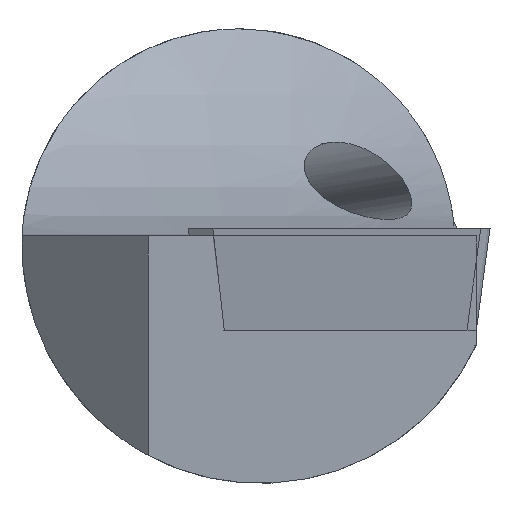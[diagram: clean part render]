
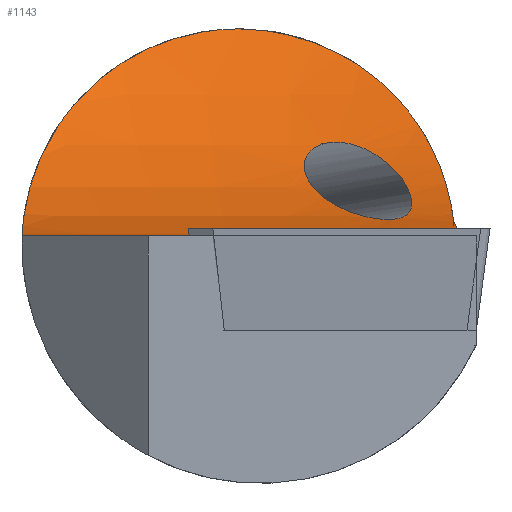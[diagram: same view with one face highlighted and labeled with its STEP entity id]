
A CAD part, left-side view. The second image highlights one B-rep face of the part: STEP entity #1143.
In plain terms, the highlighted toroidal (fillet/blend) face has major radius 12 mm and minor radius 10 mm.
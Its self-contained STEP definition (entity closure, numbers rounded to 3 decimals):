
#293=CIRCLE('',#1268,12.);
#349=ORIENTED_EDGE('',*,*,#665,.F.);
#350=ORIENTED_EDGE('',*,*,#666,.T.);
#351=ORIENTED_EDGE('',*,*,#667,.T.);
#352=ORIENTED_EDGE('',*,*,#668,.F.);
#353=ORIENTED_EDGE('',*,*,#669,.F.);
#354=ORIENTED_EDGE('',*,*,#670,.F.);
#665=EDGE_CURVE('',#823,#824,#934,.T.);
#666=EDGE_CURVE('',#823,#825,#935,.T.);
#667=EDGE_CURVE('',#825,#826,#293,.T.);
#668=EDGE_CURVE('',#827,#826,#936,.T.);
#669=EDGE_CURVE('',#824,#827,#937,.T.);
#670=EDGE_CURVE('',#828,#828,#938,.T.);
#823=VERTEX_POINT('',#1781);
#824=VERTEX_POINT('',#1782);
#825=VERTEX_POINT('',#1787);
#826=VERTEX_POINT('',#1789);
#827=VERTEX_POINT('',#1794);
#828=VERTEX_POINT('',#1829);
#934=B_SPLINE_CURVE_WITH_KNOTS('',3,(#1777,#1778,#1779,#1780),
 .UNSPECIFIED.,.F.,.F.,(4,4),(0.012,0.012),
 .UNSPECIFIED.);
#935=B_SPLINE_CURVE_WITH_KNOTS('',3,(#1783,#1784,#1785,#1786),
 .UNSPECIFIED.,.F.,.F.,(4,4),(0.004,0.008),
 .UNSPECIFIED.);
#936=B_SPLINE_CURVE_WITH_KNOTS('',3,(#1790,#1791,#1792,#1793),
 .UNSPECIFIED.,.F.,.F.,(4,4),(0.,0.003),
 .UNSPECIFIED.);
#937=B_SPLINE_CURVE_WITH_KNOTS('',3,(#1795,#1796,#1797,#1798,#1799,#1800,
#1801,#1802,#1803,#1804,#1805),.UNSPECIFIED.,.F.,.F.,(4,1,1,1,1,1,1,1,4),
(0.,0.003,0.005,0.008,
0.01,0.013,0.015,0.018,
0.021),.UNSPECIFIED.);
#938=B_SPLINE_CURVE_WITH_KNOTS('',3,(#1806,#1807,#1808,#1809,#1810,#1811,
#1812,#1813,#1814,#1815,#1816,#1817,#1818,#1819,#1820,#1821,#1822,#1823,
#1824,#1825,#1826,#1827,#1828),.UNSPECIFIED.,.T.,.F.,(1,1,1,1,1,1,1,1,1,
1,1,1,1,1,1,1,1,1,1,1,1,1,1,1,1,1,1),(-0.001,-0.001,
0.,0.,0.,0.001,
0.001,0.002,0.003,0.003,
0.004,0.005,0.005,0.005,
0.006,0.006,0.007,0.008,
0.008,0.009,0.009,0.01,
0.01,0.01,0.011,0.011,
0.012),.UNSPECIFIED.);
#944=EDGE_LOOP('',(#349,#350,#351,#352,#353));
#945=EDGE_LOOP('',(#354));
#1043=FACE_BOUND('',#944,.T.);
#1044=FACE_BOUND('',#945,.T.);
#1142=TOROIDAL_SURFACE('',#1267,12.,10.);
#1143=ADVANCED_FACE('',(#1043,#1044),#1142,.F.);
#1267=AXIS2_PLACEMENT_3D('',#1776,#1409,#1410);
#1268=AXIS2_PLACEMENT_3D('',#1788,#1411,#1412);
#1409=DIRECTION('',(0.,0.,-1.));
#1410=DIRECTION('',(-1.,0.,0.));
#1411=DIRECTION('',(0.,0.,-1.));
#1412=DIRECTION('',(-1.,0.,0.));
#1776=CARTESIAN_POINT('',(-2.563,-0.958,10.215));
#1777=CARTESIAN_POINT('',(11.376,4.953,0.721));
#1778=CARTESIAN_POINT('',(11.394,4.95,0.726));
#1779=CARTESIAN_POINT('',(11.412,4.948,0.731));
#1780=CARTESIAN_POINT('',(11.43,4.945,0.736));
#1781=CARTESIAN_POINT('',(11.376,4.953,0.721));
#1782=CARTESIAN_POINT('',(11.43,4.945,0.736));
#1783=CARTESIAN_POINT('',(11.376,4.953,0.721));
#1784=CARTESIAN_POINT('',(10.242,4.997,0.381));
#1785=CARTESIAN_POINT('',(9.05,4.996,0.215));
#1786=CARTESIAN_POINT('',(7.856,4.996,0.215));
#1787=CARTESIAN_POINT('',(7.856,4.996,0.215));
#1788=CARTESIAN_POINT('',(-2.563,-0.958,0.215));
#1789=CARTESIAN_POINT('',(8.648,-5.239,0.215));
#1790=CARTESIAN_POINT('',(11.43,-4.97,0.547));
#1791=CARTESIAN_POINT('',(10.513,-5.076,0.322));
#1792=CARTESIAN_POINT('',(9.584,-5.157,0.215));
#1793=CARTESIAN_POINT('',(8.648,-5.239,0.215));
#1794=CARTESIAN_POINT('',(11.43,-4.97,0.547));
#1795=CARTESIAN_POINT('',(11.43,4.945,0.736));
#1796=CARTESIAN_POINT('',(12.263,4.908,0.99));
#1797=CARTESIAN_POINT('',(13.839,4.773,1.666));
#1798=CARTESIAN_POINT('',(15.935,4.063,3.109));
#1799=CARTESIAN_POINT('',(17.497,2.443,4.585));
#1800=CARTESIAN_POINT('',(18.155,-0.15,5.245));
#1801=CARTESIAN_POINT('',(17.6,-2.742,4.422));
#1802=CARTESIAN_POINT('',(16.033,-4.26,2.827));
#1803=CARTESIAN_POINT('',(13.91,-4.854,1.392));
#1804=CARTESIAN_POINT('',(12.276,-4.946,0.761));
#1805=CARTESIAN_POINT('',(11.43,-4.97,0.547));
#1806=CARTESIAN_POINT('',(11.896,-3.518,0.581));
#1807=CARTESIAN_POINT('',(12.063,-3.83,0.644));
#1808=CARTESIAN_POINT('',(12.363,-3.941,0.746));
#1809=CARTESIAN_POINT('',(12.758,-4.014,0.89));
#1810=CARTESIAN_POINT('',(13.263,-4.005,1.094));
#1811=CARTESIAN_POINT('',(13.833,-3.903,1.359));
#1812=CARTESIAN_POINT('',(14.382,-3.709,1.646));
#1813=CARTESIAN_POINT('',(14.879,-3.421,1.934));
#1814=CARTESIAN_POINT('',(15.312,-3.018,2.204));
#1815=CARTESIAN_POINT('',(15.573,-2.559,2.372));
#1816=CARTESIAN_POINT('',(15.631,-2.121,2.392));
#1817=CARTESIAN_POINT('',(15.509,-1.699,2.277));
#1818=CARTESIAN_POINT('',(15.074,-1.479,1.95));
#1819=CARTESIAN_POINT('',(14.528,-1.535,1.606));
#1820=CARTESIAN_POINT('',(13.982,-1.723,1.309));
#1821=CARTESIAN_POINT('',(13.458,-1.994,1.067));
#1822=CARTESIAN_POINT('',(12.945,-2.329,0.868));
#1823=CARTESIAN_POINT('',(12.538,-2.655,0.737));
#1824=CARTESIAN_POINT('',(12.239,-2.955,0.655));
#1825=CARTESIAN_POINT('',(12.048,-3.2,0.609));
#1826=CARTESIAN_POINT('',(11.896,-3.518,0.581));
#1827=CARTESIAN_POINT('',(12.063,-3.83,0.644));
#1828=CARTESIAN_POINT('',(12.363,-3.941,0.746));
#1829=CARTESIAN_POINT('',(12.085,-3.797,0.651));
